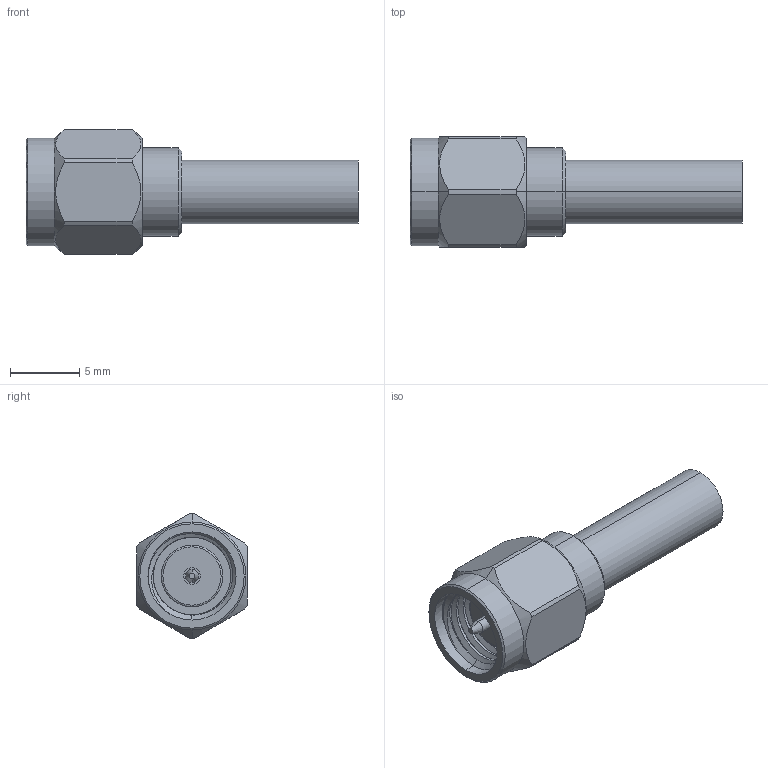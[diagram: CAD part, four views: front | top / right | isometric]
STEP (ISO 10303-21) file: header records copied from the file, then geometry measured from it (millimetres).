
FILE_DESCRIPTION (( 'STEP AP203' ), '1' );
FILE_NAME ('SC7067.step', '2019-07-10T17:50:52', ( '' ), ( '' ), 'SwSTEP 2.0', 'SolidWorks 2018', '' );
FILE_SCHEMA (( 'CONFIG_CONTROL_DESIGN' ));
Length unit declared in the file: inch
Products named in the file (1): SC7067
Bounding box: 23.91 x 7.94 x 8.99 mm (x, y, z)
Volume: 525.9 mm3; surface area: 968.1 mm2
Topology: 2 solids, 2 shells, 76 faces, 179 edges, 114 vertices
Faces by surface type: cylinder 39, plane 17, cone 15, bspline 5
Entity records: 4277 total; most frequent: CARTESIAN_POINT 2519, ORIENTED_EDGE 358, DIRECTION 343, EDGE_CURVE 179, AXIS2_PLACEMENT_3D 142, VERTEX_POINT 114, EDGE_LOOP 85, FACE_OUTER_BOUND 76
